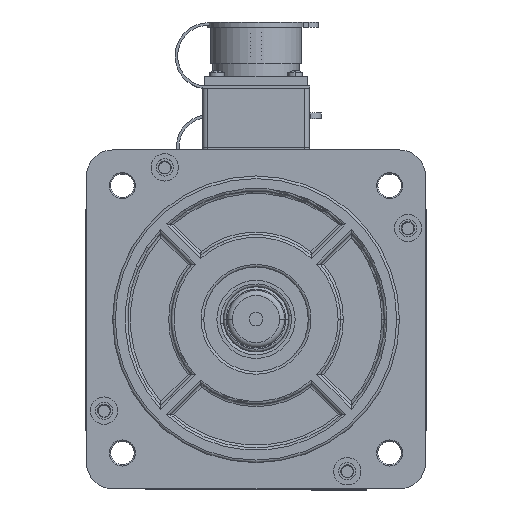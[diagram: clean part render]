
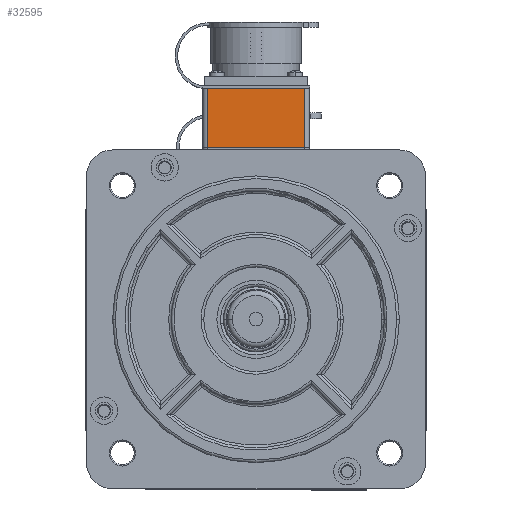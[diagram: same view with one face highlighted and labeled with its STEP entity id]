
A CAD part, top view. The second image highlights one B-rep face of the part: STEP entity #32595.
In plain terms, the highlighted face is planar.
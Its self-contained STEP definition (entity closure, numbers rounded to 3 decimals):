
#56 = ORIENTED_EDGE ( 'NONE', *, *, #17423, .T. ) ;
#2283 = ORIENTED_EDGE ( 'NONE', *, *, #31205, .T. ) ;
#2753 = CARTESIAN_POINT ( 'NONE',  ( 20.5, -18.5, 22.7 ) ) ;
#3426 = VECTOR ( 'NONE', #19922, 1000. ) ;
#5956 = VECTOR ( 'NONE', #24566, 1000. ) ;
#7635 = DIRECTION ( 'NONE',  ( 0., 0., -1. ) ) ;
#9795 = VECTOR ( 'NONE', #7635, 1000. ) ;
#10534 = CARTESIAN_POINT ( 'NONE',  ( 20.5, 20.5, 22.7 ) ) ;
#12529 = VECTOR ( 'NONE', #27147, 1000. ) ;
#13293 = DIRECTION ( 'NONE',  ( 0., -1., 0. ) ) ;
#16675 = LINE ( 'NONE', #10534, #3426 ) ;
#17423 = EDGE_CURVE ( 'NONE', #35159, #45951, #23565, .T. ) ;
#17987 = PLANE ( 'NONE',  #37943 ) ;
#19922 = DIRECTION ( 'NONE',  ( 0., 1., 0. ) ) ;
#21038 = CARTESIAN_POINT ( 'NONE',  ( 20.5, 20.5, 22.7 ) ) ;
#21578 = CARTESIAN_POINT ( 'NONE',  ( 20.5, -18.5, 0. ) ) ;
#22710 = CARTESIAN_POINT ( 'NONE',  ( 20.5, 18.5, 0. ) ) ;
#23565 = LINE ( 'NONE', #28632, #5956 ) ;
#24566 = DIRECTION ( 'NONE',  ( 0., 0., 1. ) ) ;
#27147 = DIRECTION ( 'NONE',  ( 0., 1., 0. ) ) ;
#28031 = VERTEX_POINT ( 'NONE', #29970 ) ;
#28150 = EDGE_CURVE ( 'NONE', #28031, #44847, #55093, .T. ) ;
#28632 = CARTESIAN_POINT ( 'NONE',  ( 20.5, 18.5, 22.7 ) ) ;
#29970 = CARTESIAN_POINT ( 'NONE',  ( 20.5, -18.5, 22.7 ) ) ;
#30782 = LINE ( 'NONE', #60221, #12529 ) ;
#31205 = EDGE_CURVE ( 'NONE', #44847, #35159, #30782, .T. ) ;
#32595 = ADVANCED_FACE ( 'NONE', ( #50360 ), #17987, .F. ) ;
#35159 = VERTEX_POINT ( 'NONE', #22710 ) ;
#37943 = AXIS2_PLACEMENT_3D ( 'NONE', #21038, #58209, #13293 ) ;
#40748 = ORIENTED_EDGE ( 'NONE', *, *, #28150, .T. ) ;
#44847 = VERTEX_POINT ( 'NONE', #21578 ) ;
#45951 = VERTEX_POINT ( 'NONE', #54925 ) ;
#50360 = FACE_OUTER_BOUND ( 'NONE', #55469, .T. ) ;
#50950 = ORIENTED_EDGE ( 'NONE', *, *, #53611, .F. ) ;
#53611 = EDGE_CURVE ( 'NONE', #28031, #45951, #16675, .T. ) ;
#54925 = CARTESIAN_POINT ( 'NONE',  ( 20.5, 18.5, 22.7 ) ) ;
#55093 = LINE ( 'NONE', #2753, #9795 ) ;
#55469 = EDGE_LOOP ( 'NONE', ( #50950, #40748, #2283, #56 ) ) ;
#58209 = DIRECTION ( 'NONE',  ( -1., 0., 0. ) ) ;
#60221 = CARTESIAN_POINT ( 'NONE',  ( 20.5, 20.5, 0. ) ) ;
